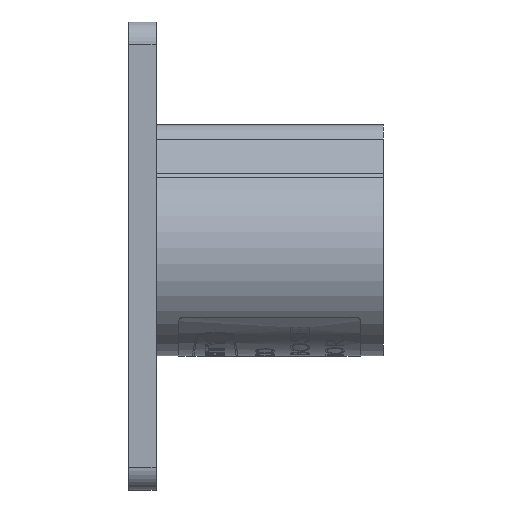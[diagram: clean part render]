
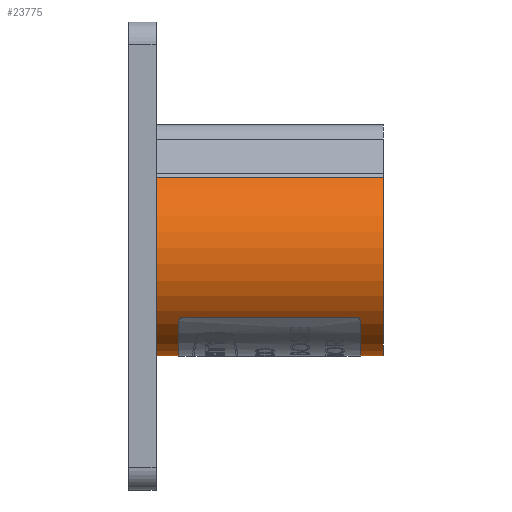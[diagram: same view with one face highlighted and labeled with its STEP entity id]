
A CAD part, left-side view. The second image highlights one B-rep face of the part: STEP entity #23775.
In plain terms, the highlighted cylindrical face has radius 22 mm (diameter 44 mm), a partial arc.
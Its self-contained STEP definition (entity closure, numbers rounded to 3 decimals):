
#1663 = CARTESIAN_POINT ( 'NONE',  ( 0., -25., -22. ) ) ;
#2357 = DIRECTION ( 'NONE',  ( 0., 1., 0. ) ) ;
#4373 = CARTESIAN_POINT ( 'NONE',  ( -13.575, -25., 17.312 ) ) ;
#5419 = DIRECTION ( 'NONE',  ( 0., 0., 1. ) ) ;
#5797 = EDGE_CURVE ( 'NONE', #10669, #24470, #9498, .T. ) ;
#6432 = AXIS2_PLACEMENT_3D ( 'NONE', #16625, #7288, #40599 ) ;
#7288 = DIRECTION ( 'NONE',  ( 0., -1., 0. ) ) ;
#7591 = EDGE_CURVE ( 'NONE', #20361, #17536, #10531, .T. ) ;
#7943 = DIRECTION ( 'NONE',  ( 0., 1., 0. ) ) ;
#9498 = CIRCLE ( 'NONE', #35130, 22. ) ;
#10531 = CIRCLE ( 'NONE', #14667, 22. ) ;
#10669 = VERTEX_POINT ( 'NONE', #39601 ) ;
#13140 = LINE ( 'NONE', #23732, #27294 ) ;
#14667 = AXIS2_PLACEMENT_3D ( 'NONE', #22362, #2357, #5419 ) ;
#16022 = FACE_OUTER_BOUND ( 'NONE', #26539, .T. ) ;
#16188 = ORIENTED_EDGE ( 'NONE', *, *, #5797, .F. ) ;
#16625 = CARTESIAN_POINT ( 'NONE',  ( 0., 25., 0. ) ) ;
#17536 = VERTEX_POINT ( 'NONE', #4373 ) ;
#17584 = DIRECTION ( 'NONE',  ( 0., 1., 0. ) ) ;
#20098 = CARTESIAN_POINT ( 'NONE',  ( 0., 25., -22. ) ) ;
#20361 = VERTEX_POINT ( 'NONE', #1663 ) ;
#22362 = CARTESIAN_POINT ( 'NONE',  ( 0., -25., 0. ) ) ;
#22879 = EDGE_CURVE ( 'NONE', #10669, #20361, #35969, .T. ) ;
#23732 = CARTESIAN_POINT ( 'NONE',  ( -13.575, 25., 17.312 ) ) ;
#23775 = ADVANCED_FACE ( 'NONE', ( #16022 ), #28079, .T. ) ;
#23930 = VECTOR ( 'NONE', #33420, 1000. ) ;
#24470 = VERTEX_POINT ( 'NONE', #37404 ) ;
#24908 = ORIENTED_EDGE ( 'NONE', *, *, #35450, .T. ) ;
#26539 = EDGE_LOOP ( 'NONE', ( #16188, #41909, #27907, #24908 ) ) ;
#27294 = VECTOR ( 'NONE', #7943, 1000. ) ;
#27678 = CARTESIAN_POINT ( 'NONE',  ( 0., 25., 0. ) ) ;
#27907 = ORIENTED_EDGE ( 'NONE', *, *, #7591, .T. ) ;
#28079 = CYLINDRICAL_SURFACE ( 'NONE', #6432, 22. ) ;
#33420 = DIRECTION ( 'NONE',  ( 0., -1., 0. ) ) ;
#33985 = DIRECTION ( 'NONE',  ( 0., 0., 1. ) ) ;
#35130 = AXIS2_PLACEMENT_3D ( 'NONE', #27678, #17584, #33985 ) ;
#35450 = EDGE_CURVE ( 'NONE', #17536, #24470, #13140, .T. ) ;
#35969 = LINE ( 'NONE', #20098, #23930 ) ;
#37404 = CARTESIAN_POINT ( 'NONE',  ( -13.575, 25., 17.312 ) ) ;
#39601 = CARTESIAN_POINT ( 'NONE',  ( 0., 25., -22. ) ) ;
#40599 = DIRECTION ( 'NONE',  ( 0., 0., -1. ) ) ;
#41909 = ORIENTED_EDGE ( 'NONE', *, *, #22879, .T. ) ;
